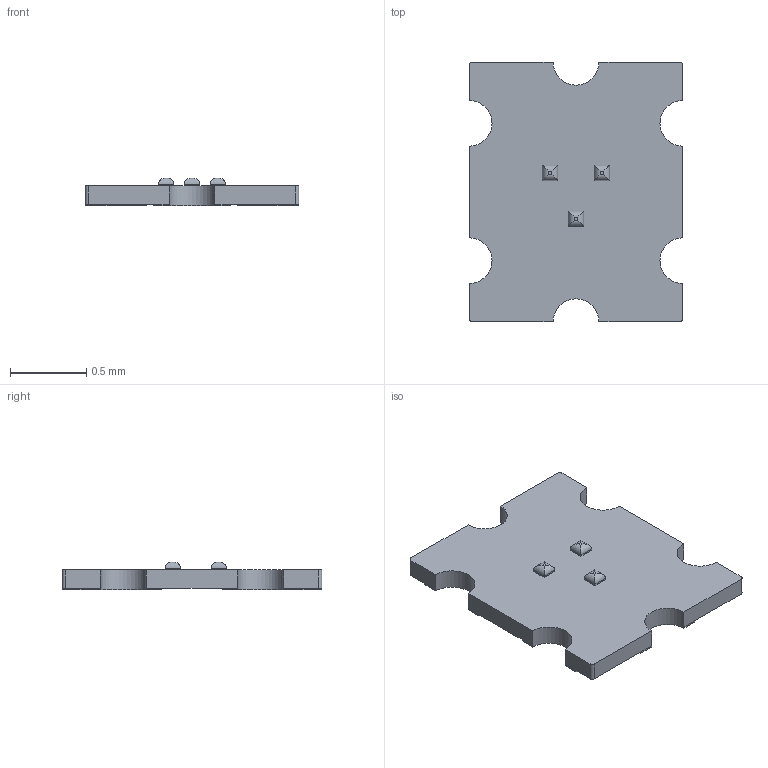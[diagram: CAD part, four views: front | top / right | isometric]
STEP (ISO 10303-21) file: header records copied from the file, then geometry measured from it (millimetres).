
FILE_DESCRIPTION(/* description */ (''),/* implementation_level */ '2;1');
FILE_NAME(/* name */ 'Citizen - LED 1714 0.35MM BODY.step',/* time_stamp */ '2020-07-12T19:49:35+01:00',/* author */ (''),/* organization */ (''),/* preprocessor_version */ 'ST-DEVELOPER v18.1',/* originating_system */ 'Autodesk Translation Framework v9.3.0.1241',/* authorisation */ '');
FILE_SCHEMA (('AUTOMOTIVE_DESIGN { 1 0 10303 214 3 1 1 }'));
Length unit declared in the file: millimetre
Products named in the file (1): Citizen - LED 1714 0.35MM
Bounding box: 1.4 x 1.7 x 0.18 mm (x, y, z)
Volume: 0.3 mm3; surface area: 5.3 mm2
Topology: 1 solids, 1 shells, 101 faces, 260 edges, 164 vertices
Faces by surface type: plane 79, cylinder 22
Entity records: 3167 total; most frequent: CARTESIAN_POINT 526, ORIENTED_EDGE 520, DIRECTION 496, EDGE_CURVE 260, LINE 228, VECTOR 228, VERTEX_POINT 164, AXIS2_PLACEMENT_3D 134
